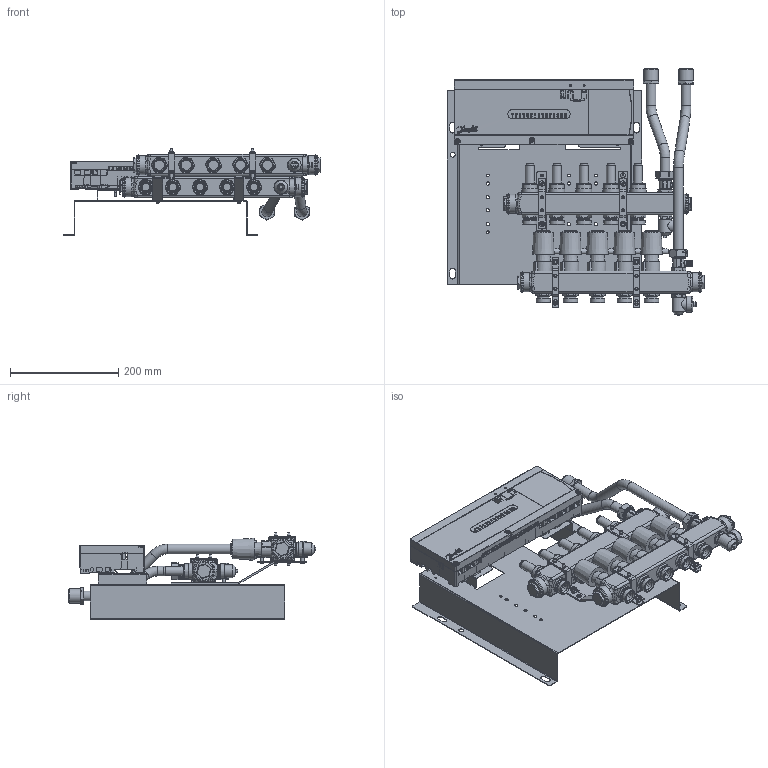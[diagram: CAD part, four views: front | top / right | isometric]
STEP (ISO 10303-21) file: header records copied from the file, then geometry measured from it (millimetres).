
FILE_DESCRIPTION (( 'STEP AP214' ), '1' );
FILE_NAME ('145H1945.STEP', '2024-08-27T07:05:05', ( '' ), ( '' ), 'SwSTEP 2.0', 'SolidWorks 2023', '' );
FILE_SCHEMA (( 'AUTOMOTIVE_DESIGN' ));
Length unit declared in the file: millimetre
Products named in the file (1): 145H1945
Bounding box: 476.25 x 458.37 x 161 mm (x, y, z)
Surface area: 866024.9 mm2 (no closed solid volume)
Topology: 0 solids, 257 shells, 2613 faces, 14342 edges, 11515 vertices
Faces by surface type: plane 1597, cylinder 515, cone 247, bspline 144, torus 101, sphere 9
Full cylindrical faces by diameter (mm): 2 x2, 3.3 x3, 4.2 x2, 5 x12, 6 x29, 7 x2, 8.7 x2, 9 x1, 10 x7, 14 x5, 16 x2, 16.6 x5, 18 x6, 18.75 x1, 18.755 x8, 21 x5, 22 x12, 23.75 x2, 24 x2, 26 x2, 26.44 x10, 26.441 x2, 26.68 x5, 29 x2, 29.86 x5, 35.2 x4, 35.8 x4
Entity records: 193419 total; most frequent: CARTESIAN_POINT 62937, DIRECTION 18450, ORIENTED_EDGE 18163, EDGE_CURVE 13958, VERTEX_POINT 11446, VECTOR 8812, LINE 8812, AXIS2_PLACEMENT_3D 4819
